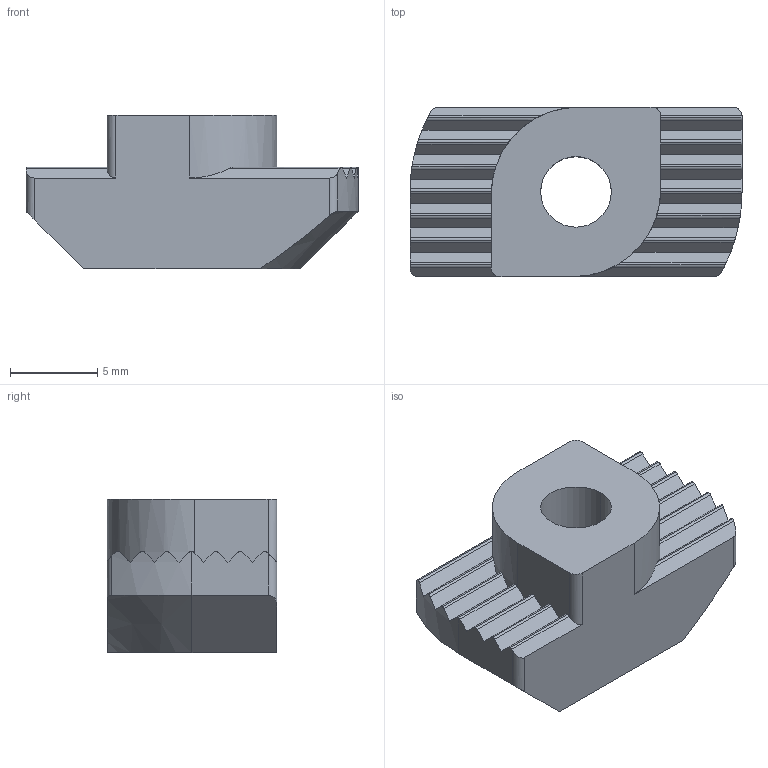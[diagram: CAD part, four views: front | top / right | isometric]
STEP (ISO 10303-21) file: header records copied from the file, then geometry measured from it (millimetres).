
FILE_DESCRIPTION(('STEP AP214'),'1');
FILE_NAME('fath_096h1010-3230.stp','2017-07-11T20:57:14',('TraceParts'),('TraceParts S.A.'),'Spatial InterOp 3D',' ',' ');
FILE_SCHEMA(('automotive_design'));
Length unit declared in the file: millimetre
Products named in the file (1): fath_096h1010-3230
Bounding box: 19 x 9.7 x 8.8 mm (x, y, z)
Volume: 1046.6 mm3; surface area: 826.3 mm2
Topology: 1 solids, 1 shells, 80 faces, 232 edges, 154 vertices
Faces by surface type: cylinder 40, plane 38, cone 2
Entity records: 3386 total; most frequent: CARTESIAN_POINT 749, ORIENTED_EDGE 464, DIRECTION 360, EDGE_CURVE 232, VERTEX_POINT 154, AXIS2_PLACEMENT_3D 121, LINE 118, VECTOR 118
